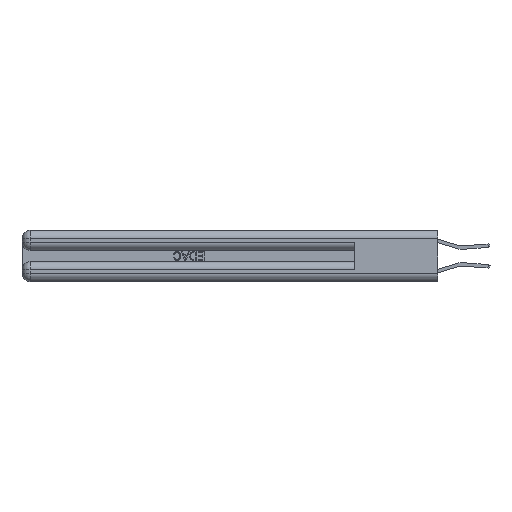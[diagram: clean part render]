
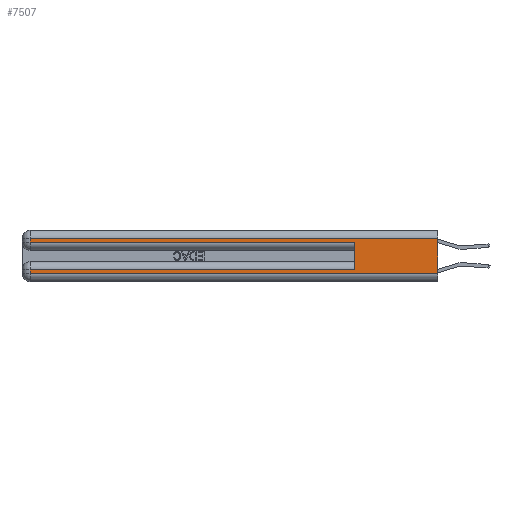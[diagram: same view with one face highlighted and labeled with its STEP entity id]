
A CAD part, left-side view. The second image highlights one B-rep face of the part: STEP entity #7507.
In plain terms, the highlighted planar face has unit normal (-1, 0, 0).
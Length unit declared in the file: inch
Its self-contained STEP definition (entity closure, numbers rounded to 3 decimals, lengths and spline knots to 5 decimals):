
#19 = EDGE_CURVE ( 'NONE', #10944, #28305, #6624, .T. ) ;
#166 = CARTESIAN_POINT ( 'NONE',  ( 0., 0., 0.285 ) ) ;
#259 = DIRECTION ( 'NONE',  ( 0., 0., -1. ) ) ;
#456 = EDGE_CURVE ( 'NONE', #28305, #15033, #1464, .T. ) ;
#1143 = CARTESIAN_POINT ( 'NONE',  ( 0., 0., 0.06 ) ) ;
#1464 = LINE ( 'NONE', #21286, #16861 ) ;
#1746 = CARTESIAN_POINT ( 'NONE',  ( 0., 2.94, 0.285 ) ) ;
#1758 = VERTEX_POINT ( 'NONE', #28167 ) ;
#1767 = EDGE_CURVE ( 'NONE', #8207, #1758, #28486, .T. ) ;
#1772 = ORIENTED_EDGE ( 'NONE', *, *, #456, .T. ) ;
#1951 = EDGE_CURVE ( 'NONE', #15033, #26870, #4827, .T. ) ;
#2536 = VECTOR ( 'NONE', #18917, 39.37008 ) ;
#2833 = DIRECTION ( 'NONE',  ( 1., 0., 0. ) ) ;
#3470 = ORIENTED_EDGE ( 'NONE', *, *, #19729, .F. ) ;
#4019 = DIRECTION ( 'NONE',  ( 0., 0., -1. ) ) ;
#4619 = LINE ( 'NONE', #18841, #19547 ) ;
#4677 = ORIENTED_EDGE ( 'NONE', *, *, #22314, .T. ) ;
#4827 = LINE ( 'NONE', #166, #30975 ) ;
#5543 = ORIENTED_EDGE ( 'NONE', *, *, #15543, .F. ) ;
#6624 = LINE ( 'NONE', #23733, #2536 ) ;
#6892 = VERTEX_POINT ( 'NONE', #9747 ) ;
#7507 = ADVANCED_FACE ( 'NONE', ( #19778 ), #14802, .F. ) ;
#8207 = VERTEX_POINT ( 'NONE', #20313 ) ;
#8946 = ORIENTED_EDGE ( 'NONE', *, *, #19, .T. ) ;
#9367 = VERTEX_POINT ( 'NONE', #1143 ) ;
#9747 = CARTESIAN_POINT ( 'NONE',  ( 0., 2.94, 0.06 ) ) ;
#9834 = AXIS2_PLACEMENT_3D ( 'NONE', #22491, #2833, #259 ) ;
#10243 = DIRECTION ( 'NONE',  ( 0., -1., 0. ) ) ;
#10278 = CARTESIAN_POINT ( 'NONE',  ( 0., 0.6, 0.145 ) ) ;
#10386 = CARTESIAN_POINT ( 'NONE',  ( 0., 0., 0.37 ) ) ;
#10944 = VERTEX_POINT ( 'NONE', #19549 ) ;
#10979 = LINE ( 'NONE', #10386, #12781 ) ;
#11781 = VECTOR ( 'NONE', #12663, 39.37008 ) ;
#12663 = DIRECTION ( 'NONE',  ( 0., 0., 1. ) ) ;
#12781 = VECTOR ( 'NONE', #24780, 39.37008 ) ;
#13036 = CARTESIAN_POINT ( 'NONE',  ( 0., 0.6, 0.285 ) ) ;
#14241 = DIRECTION ( 'NONE',  ( 0., 1., 0. ) ) ;
#14802 = PLANE ( 'NONE',  #9834 ) ;
#15033 = VERTEX_POINT ( 'NONE', #1746 ) ;
#15352 = EDGE_LOOP ( 'NONE', ( #3470, #8946, #1772, #17949, #5543, #18024, #4677, #24583 ) ) ;
#15543 = EDGE_CURVE ( 'NONE', #8207, #26870, #17297, .T. ) ;
#15622 = VECTOR ( 'NONE', #14241, 39.37008 ) ;
#16325 = DIRECTION ( 'NONE',  ( 0., -1., 0. ) ) ;
#16861 = VECTOR ( 'NONE', #4019, 39.37008 ) ;
#17297 = LINE ( 'NONE', #10278, #11781 ) ;
#17949 = ORIENTED_EDGE ( 'NONE', *, *, #1951, .T. ) ;
#18024 = ORIENTED_EDGE ( 'NONE', *, *, #1767, .T. ) ;
#18841 = CARTESIAN_POINT ( 'NONE',  ( 0., 2.94, 0.37 ) ) ;
#18917 = DIRECTION ( 'NONE',  ( 0., 1., 0. ) ) ;
#19547 = VECTOR ( 'NONE', #21400, 39.37008 ) ;
#19549 = CARTESIAN_POINT ( 'NONE',  ( 0., 0., 0.31 ) ) ;
#19729 = EDGE_CURVE ( 'NONE', #10944, #9367, #10979, .T. ) ;
#19778 = FACE_OUTER_BOUND ( 'NONE', #15352, .T. ) ;
#20313 = CARTESIAN_POINT ( 'NONE',  ( 0., 0.6, 0.085 ) ) ;
#20665 = CARTESIAN_POINT ( 'NONE',  ( 0., 0., 0.06 ) ) ;
#21286 = CARTESIAN_POINT ( 'NONE',  ( 0., 2.94, 0.37 ) ) ;
#21400 = DIRECTION ( 'NONE',  ( 0., 0., -1. ) ) ;
#22314 = EDGE_CURVE ( 'NONE', #1758, #6892, #4619, .T. ) ;
#22491 = CARTESIAN_POINT ( 'NONE',  ( 0., 0., 0.37 ) ) ;
#23074 = LINE ( 'NONE', #20665, #29934 ) ;
#23733 = CARTESIAN_POINT ( 'NONE',  ( 0., 0., 0.31 ) ) ;
#24549 = CARTESIAN_POINT ( 'NONE',  ( 0., 2.94, 0.31 ) ) ;
#24583 = ORIENTED_EDGE ( 'NONE', *, *, #28934, .T. ) ;
#24780 = DIRECTION ( 'NONE',  ( 0., 0., -1. ) ) ;
#26870 = VERTEX_POINT ( 'NONE', #13036 ) ;
#28167 = CARTESIAN_POINT ( 'NONE',  ( 0., 2.94, 0.085 ) ) ;
#28305 = VERTEX_POINT ( 'NONE', #24549 ) ;
#28486 = LINE ( 'NONE', #30735, #15622 ) ;
#28934 = EDGE_CURVE ( 'NONE', #6892, #9367, #23074, .T. ) ;
#29934 = VECTOR ( 'NONE', #16325, 39.37008 ) ;
#30735 = CARTESIAN_POINT ( 'NONE',  ( 0., 0., 0.085 ) ) ;
#30975 = VECTOR ( 'NONE', #10243, 39.37008 ) ;
